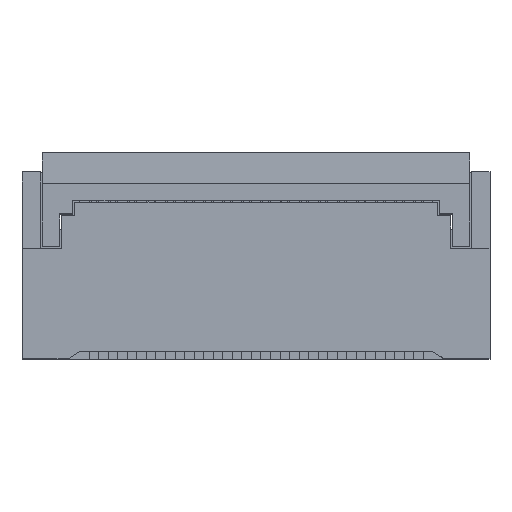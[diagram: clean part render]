
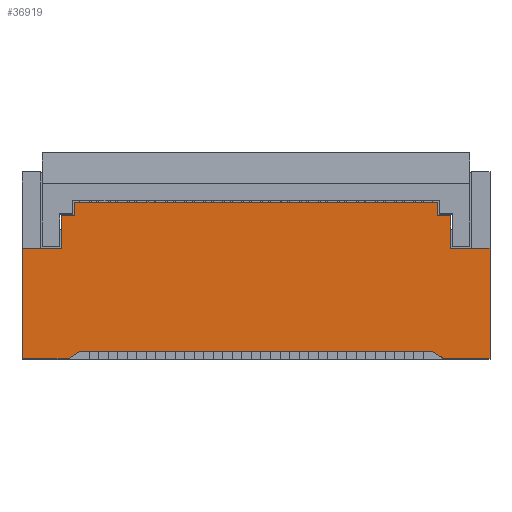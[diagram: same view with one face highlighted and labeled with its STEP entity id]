
A CAD part, top view. The second image highlights one B-rep face of the part: STEP entity #36919.
In plain terms, the highlighted planar face has unit normal (0, 0, 1).
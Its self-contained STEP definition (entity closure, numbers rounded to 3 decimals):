
#610 = EDGE_CURVE ( 'NONE', #3167, #37615, #18010, .T. ) ;
#833 = ORIENTED_EDGE ( 'NONE', *, *, #26376, .T. ) ;
#974 = VECTOR ( 'NONE', #25585, 1000. ) ;
#1038 = ORIENTED_EDGE ( 'NONE', *, *, #5537, .F. ) ;
#1222 = LINE ( 'NONE', #19520, #16261 ) ;
#1402 = ORIENTED_EDGE ( 'NONE', *, *, #13208, .T. ) ;
#1631 = DIRECTION ( 'NONE',  ( 1., 0., 0. ) ) ;
#1882 = VERTEX_POINT ( 'NONE', #18785 ) ;
#2114 = CARTESIAN_POINT ( 'NONE',  ( 6.125, -2.25, 2. ) ) ;
#2260 = EDGE_CURVE ( 'NONE', #42880, #13130, #20814, .T. ) ;
#2505 = DIRECTION ( 'NONE',  ( 1., 0., 0. ) ) ;
#2684 = DIRECTION ( 'NONE',  ( 0., -1., 0. ) ) ;
#2830 = DIRECTION ( 'NONE',  ( 0., 1., 0. ) ) ;
#2953 = VERTEX_POINT ( 'NONE', #11045 ) ;
#3167 = VERTEX_POINT ( 'NONE', #31250 ) ;
#3267 = PLANE ( 'NONE',  #40208 ) ;
#4110 = CARTESIAN_POINT ( 'NONE',  ( 0., -1.05, 2. ) ) ;
#4565 = EDGE_CURVE ( 'NONE', #2953, #8417, #10987, .T. ) ;
#5274 = EDGE_CURVE ( 'NONE', #30670, #9761, #9430, .T. ) ;
#5537 = EDGE_CURVE ( 'NONE', #40113, #26800, #40108, .T. ) ;
#5954 = VERTEX_POINT ( 'NONE', #14700 ) ;
#6135 = VECTOR ( 'NONE', #17209, 1000. ) ;
#8417 = VERTEX_POINT ( 'NONE', #30150 ) ;
#8855 = ORIENTED_EDGE ( 'NONE', *, *, #5274, .T. ) ;
#9430 = LINE ( 'NONE', #23305, #12858 ) ;
#9665 = VERTEX_POINT ( 'NONE', #43727 ) ;
#9761 = VERTEX_POINT ( 'NONE', #22419 ) ;
#10724 = CARTESIAN_POINT ( 'NONE',  ( 0., -2.25, 2. ) ) ;
#10987 = LINE ( 'NONE', #4110, #974 ) ;
#11045 = CARTESIAN_POINT ( 'NONE',  ( -4.75, -1.05, 2. ) ) ;
#11065 = DIRECTION ( 'NONE',  ( 0., -1., 0. ) ) ;
#11562 = EDGE_CURVE ( 'NONE', #12304, #26800, #35358, .T. ) ;
#11662 = DIRECTION ( 'NONE',  ( 0., 1., 0. ) ) ;
#12304 = VERTEX_POINT ( 'NONE', #35523 ) ;
#12858 = VECTOR ( 'NONE', #1631, 1000. ) ;
#13130 = VERTEX_POINT ( 'NONE', #25076 ) ;
#13136 = CARTESIAN_POINT ( 'NONE',  ( -5.1, 0., 2. ) ) ;
#13149 = DIRECTION ( 'NONE',  ( -1., 0., 0. ) ) ;
#13208 = EDGE_CURVE ( 'NONE', #1882, #3167, #1222, .T. ) ;
#13610 = EDGE_LOOP ( 'NONE', ( #1038, #22814, #8855, #41865, #32648, #35736, #1402, #33357, #833, #44606, #37634, #33555, #15137, #34859, #15229, #46694 ) ) ;
#14700 = CARTESIAN_POINT ( 'NONE',  ( 4.75, -1.4, 2. ) ) ;
#15137 = ORIENTED_EDGE ( 'NONE', *, *, #4565, .F. ) ;
#15229 = ORIENTED_EDGE ( 'NONE', *, *, #40497, .F. ) ;
#16261 = VECTOR ( 'NONE', #34364, 1000. ) ;
#17209 = DIRECTION ( 'NONE',  ( -0.832, -0.555, 0. ) ) ;
#18010 = LINE ( 'NONE', #21197, #20325 ) ;
#18228 = DIRECTION ( 'NONE',  ( 0., 0., 1. ) ) ;
#18454 = CARTESIAN_POINT ( 'NONE',  ( -4.5, 0., 2. ) ) ;
#18612 = DIRECTION ( 'NONE',  ( -1., 0., 0. ) ) ;
#18785 = CARTESIAN_POINT ( 'NONE',  ( 4.925, -5.15, 2. ) ) ;
#19520 = CARTESIAN_POINT ( 'NONE',  ( -4.5, -5.15, 2. ) ) ;
#20325 = VECTOR ( 'NONE', #2830, 1000. ) ;
#20570 = DIRECTION ( 'NONE',  ( -1., 0., 0. ) ) ;
#20814 = LINE ( 'NONE', #35388, #46412 ) ;
#21197 = CARTESIAN_POINT ( 'NONE',  ( 6.125, -5.15, 2. ) ) ;
#21410 = VECTOR ( 'NONE', #11065, 1000. ) ;
#21605 = VECTOR ( 'NONE', #2505, 1000. ) ;
#21622 = FACE_OUTER_BOUND ( 'NONE', #13610, .T. ) ;
#22419 = CARTESIAN_POINT ( 'NONE',  ( -4.925, -5.15, 2. ) ) ;
#22546 = LINE ( 'NONE', #36424, #21410 ) ;
#22814 = ORIENTED_EDGE ( 'NONE', *, *, #47072, .F. ) ;
#22934 = EDGE_CURVE ( 'NONE', #8417, #5954, #22546, .T. ) ;
#23305 = CARTESIAN_POINT ( 'NONE',  ( -4.5, -5.15, 2. ) ) ;
#23414 = CARTESIAN_POINT ( 'NONE',  ( -5.1, -2.25, 2. ) ) ;
#24551 = VECTOR ( 'NONE', #43735, 1000. ) ;
#25076 = CARTESIAN_POINT ( 'NONE',  ( -4.625, -4.95, 2. ) ) ;
#25585 = DIRECTION ( 'NONE',  ( 1., 0., 0. ) ) ;
#25961 = VECTOR ( 'NONE', #11662, 1000. ) ;
#26376 = EDGE_CURVE ( 'NONE', #37615, #27526, #30598, .T. ) ;
#26800 = VERTEX_POINT ( 'NONE', #23414 ) ;
#27283 = LINE ( 'NONE', #31548, #21605 ) ;
#27526 = VERTEX_POINT ( 'NONE', #27970 ) ;
#27847 = CARTESIAN_POINT ( 'NONE',  ( -4.75, 0., 2. ) ) ;
#27970 = CARTESIAN_POINT ( 'NONE',  ( 5.1, -2.25, 2. ) ) ;
#28724 = VECTOR ( 'NONE', #35265, 1000. ) ;
#28792 = EDGE_CURVE ( 'NONE', #13130, #9761, #43313, .T. ) ;
#28904 = CARTESIAN_POINT ( 'NONE',  ( -6.125, -2.25, 2. ) ) ;
#28939 = CARTESIAN_POINT ( 'NONE',  ( 4.625, -4.95, 2. ) ) ;
#29882 = CARTESIAN_POINT ( 'NONE',  ( 5.1, 0., 2. ) ) ;
#30015 = VECTOR ( 'NONE', #18612, 1000. ) ;
#30150 = CARTESIAN_POINT ( 'NONE',  ( 4.75, -1.05, 2. ) ) ;
#30598 = LINE ( 'NONE', #41840, #47094 ) ;
#30670 = VERTEX_POINT ( 'NONE', #45997 ) ;
#31250 = CARTESIAN_POINT ( 'NONE',  ( 6.125, -5.15, 2. ) ) ;
#31548 = CARTESIAN_POINT ( 'NONE',  ( 0., -1.4, 2. ) ) ;
#32496 = CARTESIAN_POINT ( 'NONE',  ( 0., -1.4, 2. ) ) ;
#32648 = ORIENTED_EDGE ( 'NONE', *, *, #2260, .F. ) ;
#33002 = DIRECTION ( 'NONE',  ( 0., -1., 0. ) ) ;
#33357 = ORIENTED_EDGE ( 'NONE', *, *, #610, .T. ) ;
#33435 = VERTEX_POINT ( 'NONE', #42730 ) ;
#33555 = ORIENTED_EDGE ( 'NONE', *, *, #22934, .F. ) ;
#34364 = DIRECTION ( 'NONE',  ( 1., 0., 0. ) ) ;
#34859 = ORIENTED_EDGE ( 'NONE', *, *, #44254, .T. ) ;
#35119 = EDGE_CURVE ( 'NONE', #1882, #42880, #44061, .T. ) ;
#35265 = DIRECTION ( 'NONE',  ( 0., -1., 0. ) ) ;
#35358 = LINE ( 'NONE', #13136, #38297 ) ;
#35388 = CARTESIAN_POINT ( 'NONE',  ( -4.625, -4.95, 2. ) ) ;
#35438 = EDGE_CURVE ( 'NONE', #33435, #5954, #36358, .T. ) ;
#35523 = CARTESIAN_POINT ( 'NONE',  ( -5.1, -1.4, 2. ) ) ;
#35736 = ORIENTED_EDGE ( 'NONE', *, *, #35119, .F. ) ;
#36358 = LINE ( 'NONE', #32496, #30015 ) ;
#36375 = CARTESIAN_POINT ( 'NONE',  ( 4.625, -4.95, 2. ) ) ;
#36424 = CARTESIAN_POINT ( 'NONE',  ( 4.75, 0., 2. ) ) ;
#36614 = LINE ( 'NONE', #29882, #40970 ) ;
#36919 = ADVANCED_FACE ( 'NONE', ( #21622 ), #3267, .T. ) ;
#37615 = VERTEX_POINT ( 'NONE', #2114 ) ;
#37634 = ORIENTED_EDGE ( 'NONE', *, *, #35438, .T. ) ;
#37764 = VECTOR ( 'NONE', #43585, 1000. ) ;
#38297 = VECTOR ( 'NONE', #2684, 1000. ) ;
#38829 = LINE ( 'NONE', #27847, #28724 ) ;
#39786 = DIRECTION ( 'NONE',  ( 0., -1., 0. ) ) ;
#40108 = LINE ( 'NONE', #10724, #24551 ) ;
#40113 = VERTEX_POINT ( 'NONE', #28904 ) ;
#40208 = AXIS2_PLACEMENT_3D ( 'NONE', #18454, #18228, #39786 ) ;
#40497 = EDGE_CURVE ( 'NONE', #12304, #9665, #27283, .T. ) ;
#40970 = VECTOR ( 'NONE', #33002, 1000. ) ;
#41297 = LINE ( 'NONE', #44717, #25961 ) ;
#41840 = CARTESIAN_POINT ( 'NONE',  ( 0., -2.25, 2. ) ) ;
#41865 = ORIENTED_EDGE ( 'NONE', *, *, #28792, .F. ) ;
#42730 = CARTESIAN_POINT ( 'NONE',  ( 5.1, -1.4, 2. ) ) ;
#42880 = VERTEX_POINT ( 'NONE', #36375 ) ;
#42921 = EDGE_CURVE ( 'NONE', #33435, #27526, #36614, .T. ) ;
#43313 = LINE ( 'NONE', #46244, #6135 ) ;
#43585 = DIRECTION ( 'NONE',  ( -0.832, 0.555, 0. ) ) ;
#43727 = CARTESIAN_POINT ( 'NONE',  ( -4.75, -1.4, 2. ) ) ;
#43735 = DIRECTION ( 'NONE',  ( 1., 0., 0. ) ) ;
#44061 = LINE ( 'NONE', #28939, #37764 ) ;
#44254 = EDGE_CURVE ( 'NONE', #2953, #9665, #38829, .T. ) ;
#44606 = ORIENTED_EDGE ( 'NONE', *, *, #42921, .F. ) ;
#44717 = CARTESIAN_POINT ( 'NONE',  ( -6.125, -5.15, 2. ) ) ;
#45997 = CARTESIAN_POINT ( 'NONE',  ( -6.125, -5.15, 2. ) ) ;
#46244 = CARTESIAN_POINT ( 'NONE',  ( -4.925, -5.15, 2. ) ) ;
#46412 = VECTOR ( 'NONE', #20570, 1000. ) ;
#46694 = ORIENTED_EDGE ( 'NONE', *, *, #11562, .T. ) ;
#47072 = EDGE_CURVE ( 'NONE', #30670, #40113, #41297, .T. ) ;
#47094 = VECTOR ( 'NONE', #13149, 1000. ) ;
